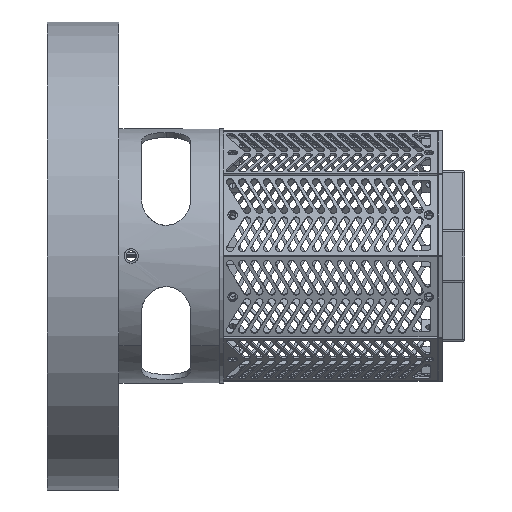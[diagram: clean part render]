
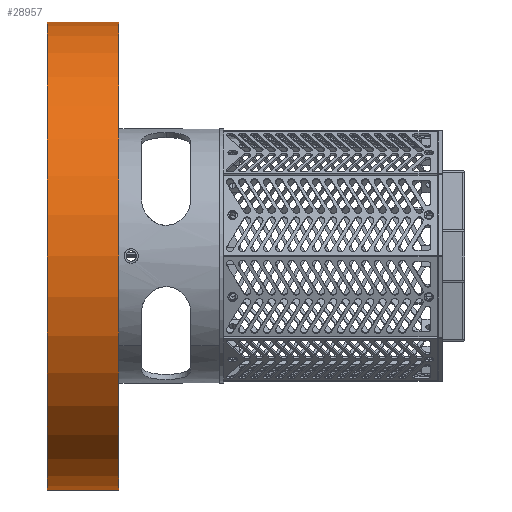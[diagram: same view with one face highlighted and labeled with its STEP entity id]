
A CAD part, front view. The second image highlights one B-rep face of the part: STEP entity #28957.
In plain terms, the highlighted cylindrical face has radius 57 mm (diameter 114 mm), a partial arc.
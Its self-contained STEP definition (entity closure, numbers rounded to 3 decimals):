
#3622 = CARTESIAN_POINT ( 'NONE',  ( 0., 0., -57. ) ) ;
#4949 = VERTEX_POINT ( 'NONE', #52900 ) ;
#9374 = DIRECTION ( 'NONE',  ( 1., 0., 0. ) ) ;
#12167 = CARTESIAN_POINT ( 'NONE',  ( 17.5, 0., -57. ) ) ;
#18260 = CARTESIAN_POINT ( 'NONE',  ( 0., 0., 0. ) ) ;
#20254 = EDGE_CURVE ( 'NONE', #82116, #72796, #41480, .T. ) ;
#20508 = DIRECTION ( 'NONE',  ( -1., 0., 0. ) ) ;
#23246 = CARTESIAN_POINT ( 'NONE',  ( 0., 0., 57. ) ) ;
#25166 = CYLINDRICAL_SURFACE ( 'NONE', #79650, 57. ) ;
#26327 = LINE ( 'NONE', #57675, #66514 ) ;
#27609 = EDGE_LOOP ( 'NONE', ( #67613, #71119, #68208, #34922 ) ) ;
#27679 = DIRECTION ( 'NONE',  ( 0., 0., 1. ) ) ;
#28957 = ADVANCED_FACE ( 'NONE', ( #59008 ), #25166, .T. ) ;
#29100 = EDGE_CURVE ( 'NONE', #4949, #83257, #26327, .T. ) ;
#34000 = CIRCLE ( 'NONE', #85201, 57. ) ;
#34922 = ORIENTED_EDGE ( 'NONE', *, *, #98379, .T. ) ;
#39723 = DIRECTION ( 'NONE',  ( -1., 0., 0. ) ) ;
#41480 = LINE ( 'NONE', #3622, #115032 ) ;
#41773 = CARTESIAN_POINT ( 'NONE',  ( 0., 0., 0. ) ) ;
#50123 = DIRECTION ( 'NONE',  ( 0., 0., 1. ) ) ;
#52786 = CIRCLE ( 'NONE', #68056, 57. ) ;
#52900 = CARTESIAN_POINT ( 'NONE',  ( 17.5, 0., 57. ) ) ;
#57675 = CARTESIAN_POINT ( 'NONE',  ( 0., 0., 57. ) ) ;
#59008 = FACE_OUTER_BOUND ( 'NONE', #27609, .T. ) ;
#61372 = DIRECTION ( 'NONE',  ( -1., 0., 0. ) ) ;
#66514 = VECTOR ( 'NONE', #103503, 1000. ) ;
#67613 = ORIENTED_EDGE ( 'NONE', *, *, #20254, .F. ) ;
#68056 = AXIS2_PLACEMENT_3D ( 'NONE', #94100, #20508, #76769 ) ;
#68205 = CARTESIAN_POINT ( 'NONE',  ( 0., 0., -57. ) ) ;
#68208 = ORIENTED_EDGE ( 'NONE', *, *, #29100, .T. ) ;
#71119 = ORIENTED_EDGE ( 'NONE', *, *, #81050, .T. ) ;
#72796 = VERTEX_POINT ( 'NONE', #68205 ) ;
#76769 = DIRECTION ( 'NONE',  ( 0., 0., 1. ) ) ;
#79650 = AXIS2_PLACEMENT_3D ( 'NONE', #41773, #61372, #50123 ) ;
#81050 = EDGE_CURVE ( 'NONE', #82116, #4949, #52786, .T. ) ;
#82116 = VERTEX_POINT ( 'NONE', #12167 ) ;
#83257 = VERTEX_POINT ( 'NONE', #23246 ) ;
#85201 = AXIS2_PLACEMENT_3D ( 'NONE', #18260, #9374, #27679 ) ;
#94100 = CARTESIAN_POINT ( 'NONE',  ( 17.5, 0., 0. ) ) ;
#98379 = EDGE_CURVE ( 'NONE', #83257, #72796, #34000, .T. ) ;
#103503 = DIRECTION ( 'NONE',  ( -1., 0., 0. ) ) ;
#115032 = VECTOR ( 'NONE', #39723, 1000. ) ;
